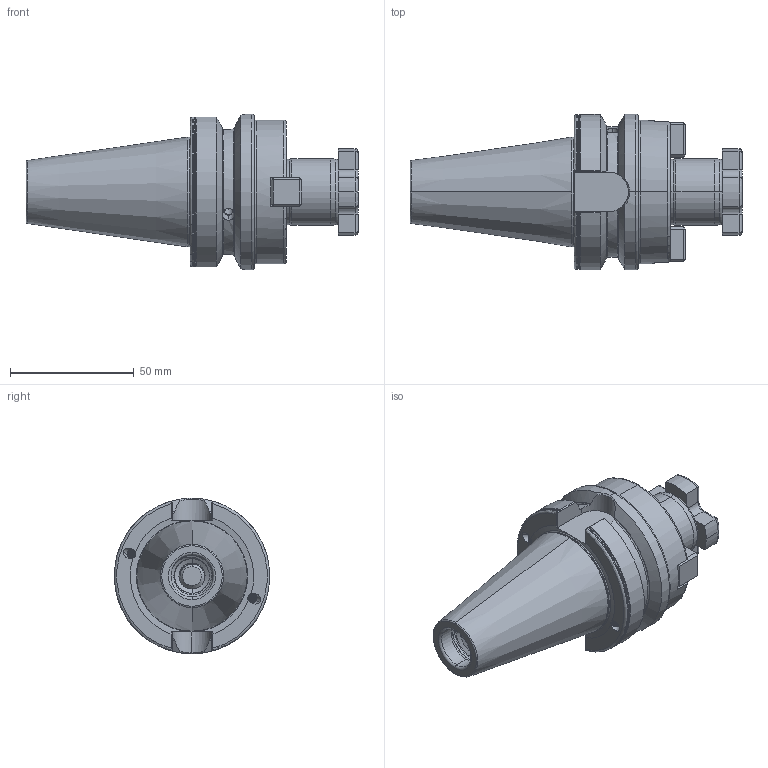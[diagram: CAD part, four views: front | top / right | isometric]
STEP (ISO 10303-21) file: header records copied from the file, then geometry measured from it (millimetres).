
FILE_DESCRIPTION (( 'STEP AP203' ), '1' );
FILE_NAME ('DC.406.11.27.STEP', '2017-10-18T07:44:04', ( '' ), ( '' ), 'SwSTEP 2.0', 'SolidWorks 2012', '' );
FILE_SCHEMA (( 'CONFIG_CONTROL_DESIGN' ));
Length unit declared in the file: millimetre
Products named in the file (5): DC.406.11.27; 十字螺絲FMB27; 102.11.27_M4xP0.7-16L; 面銑刀墊塊27
Assembly tree (6 placements, depth 2):
  DC.406.11.27
    DC.406.11.27
    面銑刀墊塊27  x2
    102.11.27_M4xP0.7-16L  x2
    十字螺絲FMB27
Bounding box: 134.4 x 63 x 63 mm (x, y, z)
Volume: 170105.5 mm3; surface area: 38411.4 mm2
Topology: 6 solids, 6 shells, 633 faces, 1670 edges, 1051 vertices
Faces by surface type: cylinder 323, plane 148, torus 68, cone 61, bspline 33
Entity records: 33824 total; most frequent: CARTESIAN_POINT 21732, ORIENTED_EDGE 2786, DIRECTION 2093, EDGE_CURVE 1393, VERTEX_POINT 883, AXIS2_PLACEMENT_3D 807, EDGE_LOOP 540, ADVANCED_FACE 521
